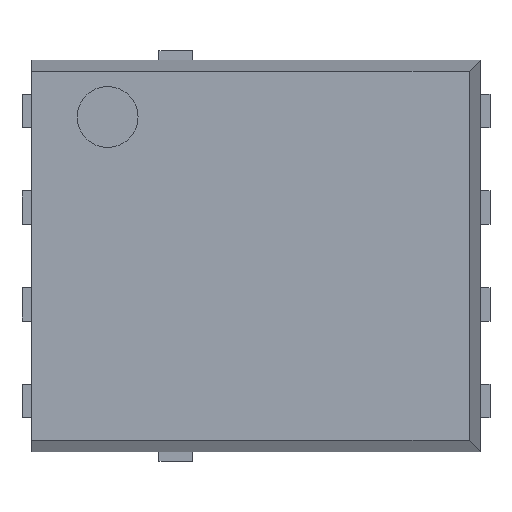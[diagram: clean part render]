
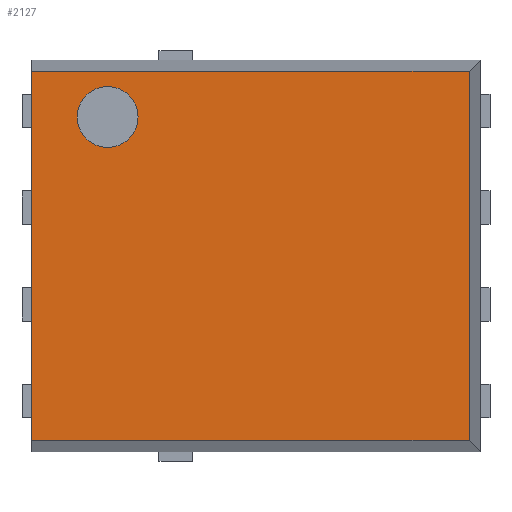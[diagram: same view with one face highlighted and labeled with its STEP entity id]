
A CAD part, top view. The second image highlights one B-rep face of the part: STEP entity #2127.
In plain terms, the highlighted planar face has unit normal (0, 0, 1).
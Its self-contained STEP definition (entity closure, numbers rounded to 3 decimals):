
#16=FACE_BOUND($,#310,.T.);
#27=CIRCLE($,#2295,0.4);
#179=FACE_OUTER_BOUND($,#309,.T.);
#309=EDGE_LOOP($,(#1867,#1868,#1869,#1870));
#310=EDGE_LOOP($,(#1871));
#572=LINE($,#3428,#840);
#576=LINE($,#3436,#844);
#581=LINE($,#3445,#849);
#583=LINE($,#3448,#851);
#840=VECTOR($,#2828,5.75);
#844=VECTOR($,#2834,4.85);
#849=VECTOR($,#2841,5.75);
#851=VECTOR($,#2845,4.85);
#1029=VERTEX_POINT($,#3422);
#1030=VERTEX_POINT($,#3426);
#1031=VERTEX_POINT($,#3427);
#1034=VERTEX_POINT($,#3435);
#1037=VERTEX_POINT($,#3443);
#1305=EDGE_CURVE($,#1029,#1029,#27,.T.);
#1306=EDGE_CURVE($,#1030,#1031,#572,.T.);
#1310=EDGE_CURVE($,#1034,#1030,#576,.T.);
#1315=EDGE_CURVE($,#1037,#1034,#581,.T.);
#1317=EDGE_CURVE($,#1037,#1031,#583,.T.);
#1867=ORIENTED_EDGE($,*,*,#1315,.F.);
#1868=ORIENTED_EDGE($,*,*,#1317,.T.);
#1869=ORIENTED_EDGE($,*,*,#1306,.F.);
#1870=ORIENTED_EDGE($,*,*,#1310,.F.);
#1871=ORIENTED_EDGE($,*,*,#1305,.T.);
#1999=PLANE($,#2301);
#2127=ADVANCED_FACE($,(#179,#16),#1999,.T.);
#2295=AXIS2_PLACEMENT_3D($,#3423,#2822,#2823);
#2301=AXIS2_PLACEMENT_3D($,#3449,#2846,#2847);
#2822=DIRECTION('center_axis',(0.,0.,-1.));
#2823=DIRECTION('ref_axis',(-1.,0.,0.));
#2828=DIRECTION($,(-1.,0.,0.));
#2834=DIRECTION($,(0.,-1.,0.));
#2841=DIRECTION($,(1.,0.,0.));
#2845=DIRECTION($,(0.,-1.,0.));
#2846=DIRECTION('center_axis',(0.,0.,1.));
#2847=DIRECTION('ref_axis',(0.,1.,0.));
#3422=CARTESIAN_POINT('',(-1.55,1.825,1.1));
#3423=CARTESIAN_POINT('Origin',(-1.95,1.825,1.1));
#3426=CARTESIAN_POINT('',(2.8,-2.425,1.1));
#3427=CARTESIAN_POINT('',(-2.95,-2.425,1.1));
#3428=CARTESIAN_POINT($,(1.475,-2.425,1.1));
#3435=CARTESIAN_POINT('',(2.8,2.425,1.1));
#3436=CARTESIAN_POINT($,(2.8,1.288,1.1));
#3443=CARTESIAN_POINT('',(-2.95,2.425,1.1));
#3445=CARTESIAN_POINT($,(-1.475,2.425,1.1));
#3448=CARTESIAN_POINT($,(-2.95,2.575,1.1));
#3449=CARTESIAN_POINT('Origin',(0.,0.,
1.1));
